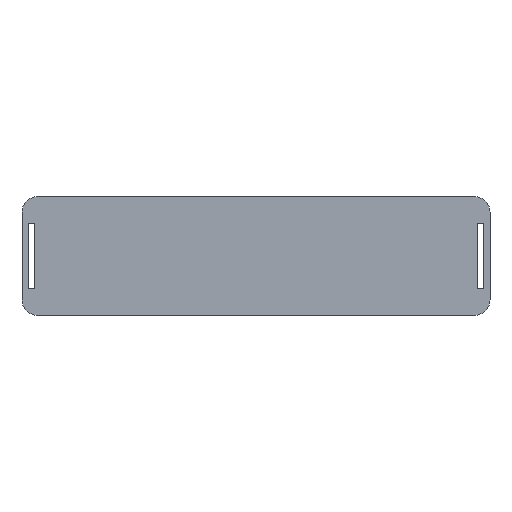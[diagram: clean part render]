
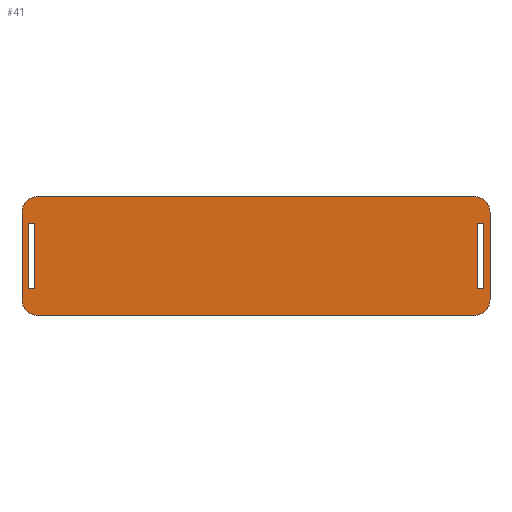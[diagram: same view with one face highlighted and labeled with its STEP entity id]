
A CAD part, top view. The second image highlights one B-rep face of the part: STEP entity #41.
In plain terms, the highlighted planar face has unit normal (0, 0, 1).
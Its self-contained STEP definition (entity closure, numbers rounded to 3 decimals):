
#41=ADVANCED_FACE('',(#92,#93,#94),#95,.T.);
#92=FACE_BOUND('',#153,.T.);
#93=FACE_OUTER_BOUND('',#154,.T.);
#94=FACE_BOUND('',#155,.T.);
#95=PLANE('',#156);
#153=EDGE_LOOP('',(#208,#209,#210,#211));
#154=EDGE_LOOP('',(#212,#213,#214,#215,#216,#217,#218,#219));
#155=EDGE_LOOP('',(#220,#221,#222,#223));
#156=AXIS2_PLACEMENT_3D('',#224,#225,#226);
#208=ORIENTED_EDGE('',*,*,#372,.T.);
#209=ORIENTED_EDGE('',*,*,#373,.T.);
#210=ORIENTED_EDGE('',*,*,#374,.T.);
#211=ORIENTED_EDGE('',*,*,#375,.T.);
#212=ORIENTED_EDGE('',*,*,#376,.T.);
#213=ORIENTED_EDGE('',*,*,#377,.T.);
#214=ORIENTED_EDGE('',*,*,#378,.T.);
#215=ORIENTED_EDGE('',*,*,#379,.T.);
#216=ORIENTED_EDGE('',*,*,#380,.T.);
#217=ORIENTED_EDGE('',*,*,#381,.T.);
#218=ORIENTED_EDGE('',*,*,#382,.T.);
#219=ORIENTED_EDGE('',*,*,#383,.T.);
#220=ORIENTED_EDGE('',*,*,#384,.T.);
#221=ORIENTED_EDGE('',*,*,#385,.T.);
#222=ORIENTED_EDGE('',*,*,#386,.T.);
#223=ORIENTED_EDGE('',*,*,#387,.T.);
#224=CARTESIAN_POINT('',(0.0,0.0,4.0));
#225=DIRECTION('',(0.0,0.0,1.0));
#226=DIRECTION('',(1.0,0.0,0.0));
#372=EDGE_CURVE('',#437,#438,#439,.T.);
#373=EDGE_CURVE('',#438,#440,#441,.T.);
#374=EDGE_CURVE('',#440,#442,#443,.T.);
#375=EDGE_CURVE('',#442,#437,#444,.T.);
#376=EDGE_CURVE('',#445,#446,#447,.T.);
#377=EDGE_CURVE('',#446,#448,#449,.T.);
#378=EDGE_CURVE('',#448,#450,#451,.T.);
#379=EDGE_CURVE('',#450,#452,#453,.T.);
#380=EDGE_CURVE('',#452,#454,#455,.T.);
#381=EDGE_CURVE('',#454,#456,#457,.T.);
#382=EDGE_CURVE('',#456,#458,#459,.T.);
#383=EDGE_CURVE('',#458,#445,#460,.T.);
#384=EDGE_CURVE('',#461,#462,#463,.T.);
#385=EDGE_CURVE('',#462,#464,#465,.T.);
#386=EDGE_CURVE('',#464,#466,#467,.T.);
#387=EDGE_CURVE('',#466,#461,#468,.T.);
#437=VERTEX_POINT('',#534);
#438=VERTEX_POINT('',#535);
#439=LINE('',#536,#537);
#440=VERTEX_POINT('',#538);
#441=LINE('',#539,#540);
#442=VERTEX_POINT('',#541);
#443=LINE('',#542,#543);
#444=LINE('',#544,#545);
#445=VERTEX_POINT('',#546);
#446=VERTEX_POINT('',#547);
#447=LINE('',#548,#549);
#448=VERTEX_POINT('',#550);
#449=CIRCLE('',#551,5.0);
#450=VERTEX_POINT('',#552);
#451=LINE('',#553,#554);
#452=VERTEX_POINT('',#555);
#453=CIRCLE('',#556,5.0);
#454=VERTEX_POINT('',#557);
#455=LINE('',#558,#559);
#456=VERTEX_POINT('',#560);
#457=CIRCLE('',#561,5.0);
#458=VERTEX_POINT('',#562);
#459=LINE('',#563,#564);
#460=CIRCLE('',#565,5.0);
#461=VERTEX_POINT('',#566);
#462=VERTEX_POINT('',#567);
#463=LINE('',#568,#569);
#464=VERTEX_POINT('',#570);
#465=LINE('',#571,#572);
#466=VERTEX_POINT('',#573);
#467=LINE('',#574,#575);
#468=LINE('',#576,#577);
#534=CARTESIAN_POINT('',(-73.0,-10.5,4.0));
#535=CARTESIAN_POINT('',(-73.0,10.5,4.0));
#536=CARTESIAN_POINT('',(-73.0,0.,4.0));
#537=VECTOR('',#670,1000.0);
#538=CARTESIAN_POINT('',(-71.0,10.5,4.0));
#539=CARTESIAN_POINT('',(0.,10.5,4.0));
#540=VECTOR('',#671,1000.0);
#541=CARTESIAN_POINT('',(-71.0,-10.5,4.0));
#542=CARTESIAN_POINT('',(-71.0,0.,4.0));
#543=VECTOR('',#672,1000.0);
#544=CARTESIAN_POINT('',(0.0,-10.5,4.0));
#545=VECTOR('',#673,1000.0);
#546=CARTESIAN_POINT('',(75.0,-14.0,4.0));
#547=CARTESIAN_POINT('',(75.0,14.0,4.0));
#548=CARTESIAN_POINT('',(75.0,0.,4.0));
#549=VECTOR('',#674,1000.0);
#550=CARTESIAN_POINT('',(70.0,19.0,4.0));
#551=AXIS2_PLACEMENT_3D('',#675,#676,#677);
#552=CARTESIAN_POINT('',(-70.0,19.0,4.0));
#553=CARTESIAN_POINT('',(0.,19.0,4.0));
#554=VECTOR('',#678,1000.0);
#555=CARTESIAN_POINT('',(-75.0,14.0,4.0));
#556=AXIS2_PLACEMENT_3D('',#679,#680,#681);
#557=CARTESIAN_POINT('',(-75.0,-14.0,4.0));
#558=CARTESIAN_POINT('',(-75.0,0.,4.0));
#559=VECTOR('',#682,1000.0);
#560=CARTESIAN_POINT('',(-70.0,-19.0,4.0));
#561=AXIS2_PLACEMENT_3D('',#683,#684,#685);
#562=CARTESIAN_POINT('',(70.0,-19.0,4.0));
#563=CARTESIAN_POINT('',(0.0,-19.0,4.0));
#564=VECTOR('',#686,1000.0);
#565=AXIS2_PLACEMENT_3D('',#687,#688,#689);
#566=CARTESIAN_POINT('',(71.0,-10.5,4.0));
#567=CARTESIAN_POINT('',(71.0,10.5,4.0));
#568=CARTESIAN_POINT('',(71.0,0.,4.0));
#569=VECTOR('',#690,1000.0);
#570=CARTESIAN_POINT('',(73.0,10.5,4.0));
#571=CARTESIAN_POINT('',(0.,10.5,4.0));
#572=VECTOR('',#691,1000.0);
#573=CARTESIAN_POINT('',(73.0,-10.5,4.0));
#574=CARTESIAN_POINT('',(73.0,0.,4.0));
#575=VECTOR('',#692,1000.0);
#576=CARTESIAN_POINT('',(0.0,-10.5,4.0));
#577=VECTOR('',#693,1000.0);
#670=DIRECTION('',(0.,1.0,0.0));
#671=DIRECTION('',(1.0,0.,0.0));
#672=DIRECTION('',(0.,-1.0,0.0));
#673=DIRECTION('',(-1.0,0.0,0.0));
#674=DIRECTION('',(0.,1.0,0.0));
#675=CARTESIAN_POINT('',(70.0,14.0,4.0));
#676=DIRECTION('',(0.0,0.0,1.0));
#677=DIRECTION('',(1.0,0.0,0.0));
#678=DIRECTION('',(-1.0,0.,0.0));
#679=CARTESIAN_POINT('',(-70.0,14.0,4.0));
#680=DIRECTION('',(0.0,0.0,1.0));
#681=DIRECTION('',(1.0,0.0,0.0));
#682=DIRECTION('',(0.,-1.0,0.0));
#683=CARTESIAN_POINT('',(-70.0,-14.0,4.0));
#684=DIRECTION('',(0.0,0.0,1.0));
#685=DIRECTION('',(1.0,0.0,0.0));
#686=DIRECTION('',(1.0,0.0,0.0));
#687=CARTESIAN_POINT('',(70.0,-14.0,4.0));
#688=DIRECTION('',(0.0,0.0,1.0));
#689=DIRECTION('',(1.0,0.0,0.0));
#690=DIRECTION('',(0.,1.0,0.0));
#691=DIRECTION('',(1.0,0.,0.0));
#692=DIRECTION('',(0.,-1.0,0.0));
#693=DIRECTION('',(-1.0,0.0,0.0));
